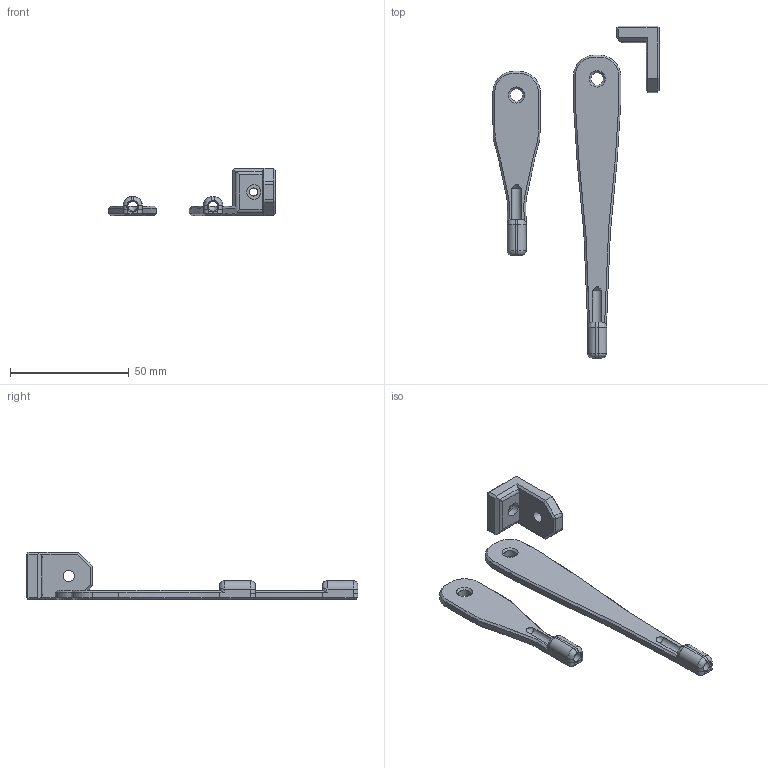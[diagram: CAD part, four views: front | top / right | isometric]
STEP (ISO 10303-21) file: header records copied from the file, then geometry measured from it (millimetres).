
FILE_DESCRIPTION(/* description */ (''),/* implementation_level */ '2;1');
FILE_NAME(/* name */ 'Bowden_Guide.step',/* time_stamp */ '2022-09-04T00:37:06+10:00',/* author */ (''),/* organization */ (''),/* preprocessor_version */ 'ST-DEVELOPER v19',/* originating_system */ 'Autodesk Translation Framework v11.7.0.108',/* authorisation */ '');
FILE_SCHEMA (('AUTOMOTIVE_DESIGN { 1 0 10303 214 3 1 1 }'));
Length unit declared in the file: millimetre
Products named in the file (4): Bowden_Guide; Long-Arm; Mount; Short_Arm
Assembly tree (3 placements, depth 2):
  Bowden_Guide
    Long-Arm
    Mount
    Short_Arm
Bounding box: 70.03 x 139.76 x 20 mm (x, y, z)
Volume: 15014.8 mm3; surface area: 9761.1 mm2
Topology: 3 solids, 3 shells, 153 faces, 371 edges, 221 vertices
Faces by surface type: plane 76, cylinder 30, bspline 28, cone 19
Full cylindrical faces by diameter (mm): 3.4 x1, 4.1 x2, 4.85 x1, 5.2 x2, 6 x1
Entity records: 6495 total; most frequent: CARTESIAN_POINT 2968, ORIENTED_EDGE 742, DIRECTION 658, EDGE_CURVE 371, VERTEX_POINT 221, AXIS2_PLACEMENT_3D 221, LINE 216, VECTOR 216
